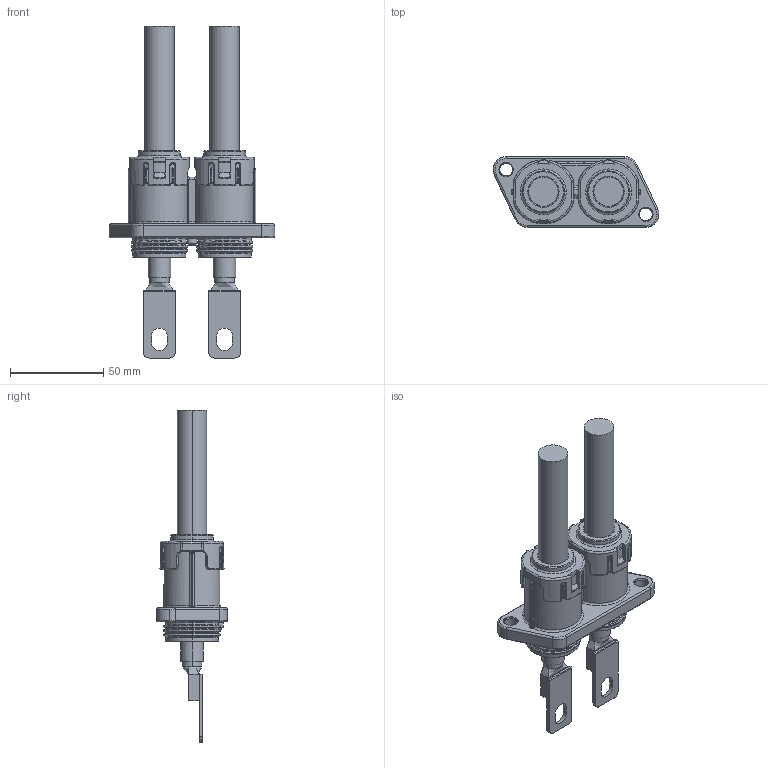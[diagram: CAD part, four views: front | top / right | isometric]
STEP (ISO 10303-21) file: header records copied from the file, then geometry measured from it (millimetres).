
FILE_DESCRIPTION (( 'STEP AP203' ), '1' );
FILE_NAME ('YG196-545脣釱杅耀(爾諉).STEP', '2025-10-22T07:07:15', ( 'yguser' ), ( 'ygkj' ), 'SwSTEP 2.0', 'SolidWorks 2023', '' );
FILE_SCHEMA (( 'CONFIG_CONTROL_DESIGN' ));
Length unit declared in the file: millimetre
Products named in the file (9): YG196-545插座壳体(114011002536)_YG196-545插座壳体(114011002536).STEP.STEP; 装配体34更新2024.9.23.STEP.STEP; Φ15.8尾盖(黑)(114060400277)_Φ15.8尾盖(黑)(114060400277).STEP.STEP; YG196-545插座数模(焊接); 50电缆（216）.STEP.STEP; YG196-545插座&面板数模(焊接)20240923.STEP; YG196-545连接端子(50)(114020101513)_YG196-545连接端子(50)(114020101513).SLDPRT.STEP.STEP; YG96-545-1封线体(114050201371)_YG96-545-1封线体(114050201371).STEP.STEP; YG196-545挡块(50)(114060400275)_YG196-545挡块(50)(114060400275).STEP.STEP
Assembly tree (13 placements, depth 4):
  YG196-545插座数模(焊接)
    YG196-545插座&面板数模(焊接)20240923.STEP
      装配体34更新2024.9.23.STEP.STEP
        YG196-545插座壳体(114011002536)_YG196-545插座壳体(114011002536).STEP.STEP
        50电缆（216）.STEP.STEP  x2
        YG196-545挡块(50)(114060400275)_YG196-545挡块(50)(114060400275).STEP.STEP  x2
        YG196-545连接端子(50)(114020101513)_YG196-545连接端子(50)(114020101513).SLDPRT.STEP.STEP  x2
        YG96-545-1封线体(114050201371)_YG96-545-1封线体(114050201371).STEP.STEP  x2
        Φ15.8尾盖(黑)(114060400277)_Φ15.8尾盖(黑)(114060400277).STEP.STEP  x2
Bounding box: 89 x 38 x 178.3 mm (x, y, z)
Volume: 103161.4 mm3; surface area: 59154 mm2
Topology: 11 solids, 11 shells, 1627 faces, 4013 edges, 2410 vertices
Faces by surface type: cylinder 559, plane 378, torus 300, bspline 264, cone 112, sphere 14
Entity records: 47219 total; most frequent: CARTESIAN_POINT 19842, ORIENTED_EDGE 5728, DIRECTION 5266, EDGE_CURVE 2864, AXIS2_PLACEMENT_3D 2050, VERTEX_POINT 1737, EDGE_LOOP 1231, FACE_OUTER_BOUND 1173
